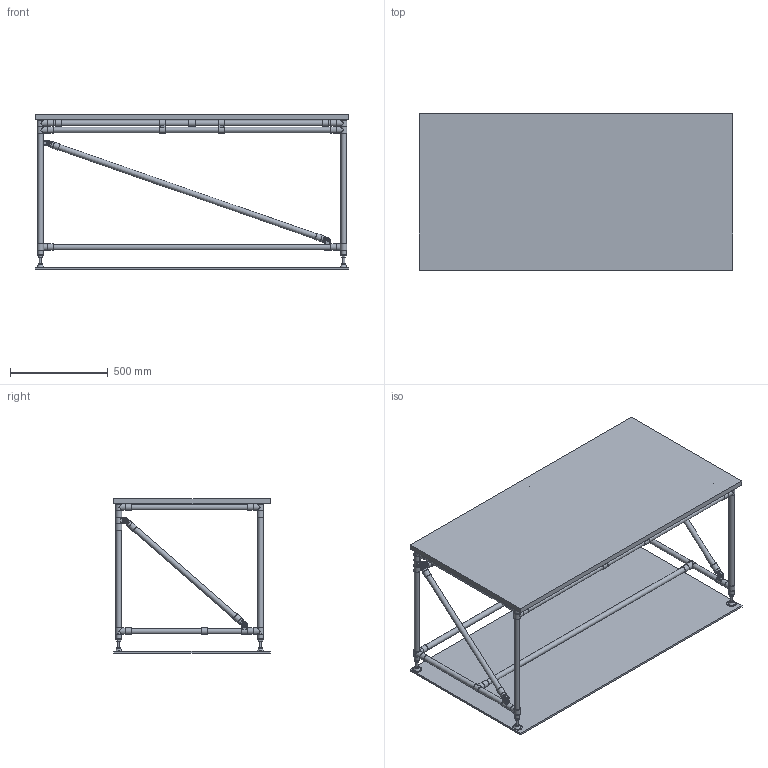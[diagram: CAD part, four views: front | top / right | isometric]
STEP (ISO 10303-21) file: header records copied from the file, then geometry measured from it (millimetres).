
FILE_DESCRIPTION(('STEP AP214'),'1');
FILE_NAME('601614.stp','2023-06-14T13:41:03',(' '),(' '),'Spatial InterOp 3D',' ',' ');
FILE_SCHEMA(('automotive_design'));
Length unit declared in the file: millimetre
Products named in the file (102): Tischplatte RS ZUB 26,6mm LG; DP2820-VG; BC2820A; AD50WB; M1-2; GA-2S BK; GA-1S BK; GA-7S BK; Teil 2; Bodenfläche; BS Tischplatte 26mm; GA-15S BK; SSPP4525; USG05; GA-8S BK
Assembly tree (101 placements, depth 4):
  (unnamed)
    Tischplatte RS ZUB 26,6mm LG
    DP2820-VG
    DP2820-VG
    BC2820A
    AD50WB
      AD50WB
      M1-2
    AD50WB
      AD50WB
      M1-2
    BC2820A
    BC2820A
    AD50WB
      AD50WB
      M1-2
    AD50WB
      AD50WB
      M1-2
    BC2820A
    DP2820-VG
    DP2820-VG
    GA-2S BK
    GA-2S BK
    GA-2S BK
    GA-2S BK
    DP2820-VG
    DP2820-VG
    DP2820-VG
    DP2820-VG
    GA-1S BK
    GA-2S BK
    GA-2S BK
    GA-1S BK
    DP2820-VG
    DP2820-VG
    DP2820-VG
    GA-1S BK
    GA-1S BK
    DP2820-VG
    GA-7S BK
      GA-7S BK
      Teil 2
    GA-7S BK
      GA-7S BK
      Teil 2
    GA-7S BK
      GA-7S BK
      Teil 2
    GA-7S BK
      GA-7S BK
      Teil 2
    Bodenfläche
    BS Tischplatte 26mm
      GA-15S BK
      BS Tischplatte 26mm
        SSPP4525
        USG05
    BS Tischplatte 26mm
      GA-15S BK
Bounding box: 1600 x 800 x 790 mm (x, y, z)
Volume: 58634368.7 mm3; surface area: 7384937.9 mm2
Topology: 79 solids, 79 shells, 1265 faces, 2963 edges, 1894 vertices
Faces by surface type: plane 702, cylinder 407, cone 126, torus 24, sphere 6
Full cylindrical faces by diameter (mm): 4.502 x6, 5 x6, 5.3 x6, 7.5 x18, 8 x6, 12 x4, 12.4 x4, 16 x6, 24.1 x4, 28 x75, 33 x40
Entity records: 49777 total; most frequent: CARTESIAN_POINT 8827, DIRECTION 6294, ORIENTED_EDGE 5456, EDGE_CURVE 2728, AXIS2_PLACEMENT_3D 2513, VERTEX_POINT 1862, EDGE_LOOP 1654, FACE_OUTER_BOUND 1438
